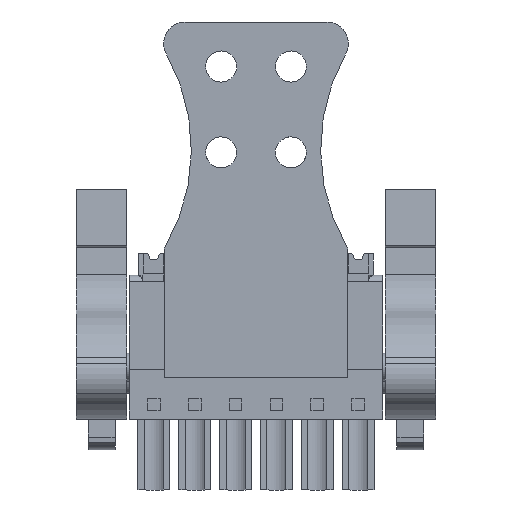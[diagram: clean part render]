
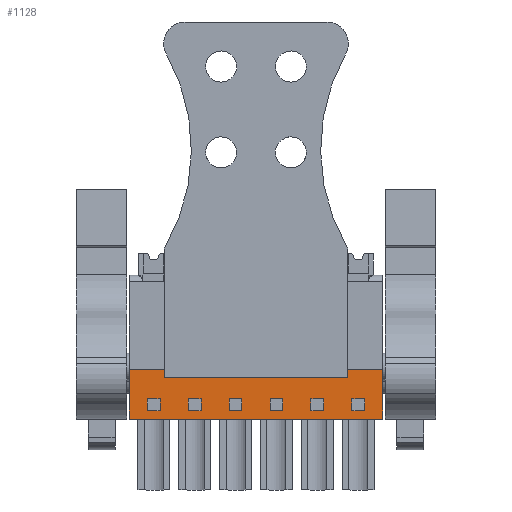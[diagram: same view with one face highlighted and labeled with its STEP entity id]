
A CAD part, front view. The second image highlights one B-rep face of the part: STEP entity #1128.
In plain terms, the highlighted planar face has unit normal (0, -1, 0).
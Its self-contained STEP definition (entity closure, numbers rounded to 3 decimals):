
#904=AXIS2_PLACEMENT_3D('Plane Axis2P3D',#901,#902,#903) ;
#63=CARTESIAN_POINT('Vertex',(4.9,2.379,6.6)) ;
#66=CARTESIAN_POINT('Line Origine',(4.9,2.379,8.925)) ;
#70=CARTESIAN_POINT('Vertex',(4.9,2.379,11.25)) ;
#538=CARTESIAN_POINT('Vertex',(28.55,2.379,6.6)) ;
#541=CARTESIAN_POINT('Line Origine',(16.725,2.379,6.6)) ;
#901=CARTESIAN_POINT('Axis2P3D Location',(-2.82,2.379,11.25)) ;
#906=CARTESIAN_POINT('Line Origine',(28.55,2.379,8.925)) ;
#910=CARTESIAN_POINT('Vertex',(28.55,2.379,11.25)) ;
#913=CARTESIAN_POINT('Line Origine',(16.725,2.379,11.25)) ;
#924=CARTESIAN_POINT('Line Origine',(6.6,2.379,7.95)) ;
#928=CARTESIAN_POINT('Vertex',(6.6,2.379,7.4)) ;
#930=CARTESIAN_POINT('Vertex',(6.6,2.379,8.5)) ;
#933=CARTESIAN_POINT('Line Origine',(7.2,2.379,8.5)) ;
#937=CARTESIAN_POINT('Vertex',(7.8,2.379,8.5)) ;
#940=CARTESIAN_POINT('Line Origine',(7.8,2.379,7.95)) ;
#944=CARTESIAN_POINT('Vertex',(7.8,2.379,7.4)) ;
#947=CARTESIAN_POINT('Line Origine',(7.2,2.379,7.4)) ;
#958=CARTESIAN_POINT('Line Origine',(14.82,2.379,8.5)) ;
#962=CARTESIAN_POINT('Vertex',(14.22,2.379,8.5)) ;
#964=CARTESIAN_POINT('Vertex',(15.42,2.379,8.5)) ;
#967=CARTESIAN_POINT('Line Origine',(15.42,2.379,7.95)) ;
#971=CARTESIAN_POINT('Vertex',(15.42,2.379,7.4)) ;
#974=CARTESIAN_POINT('Line Origine',(14.82,2.379,7.4)) ;
#978=CARTESIAN_POINT('Vertex',(14.22,2.379,7.4)) ;
#981=CARTESIAN_POINT('Line Origine',(14.22,2.379,7.95)) ;
#992=CARTESIAN_POINT('Line Origine',(11.01,2.379,8.5)) ;
#996=CARTESIAN_POINT('Vertex',(10.41,2.379,8.5)) ;
#998=CARTESIAN_POINT('Vertex',(11.61,2.379,8.5)) ;
#1001=CARTESIAN_POINT('Line Origine',(11.61,2.379,7.95)) ;
#1005=CARTESIAN_POINT('Vertex',(11.61,2.379,7.4)) ;
#1008=CARTESIAN_POINT('Line Origine',(11.01,2.379,7.4)) ;
#1012=CARTESIAN_POINT('Vertex',(10.41,2.379,7.4)) ;
#1015=CARTESIAN_POINT('Line Origine',(10.41,2.379,7.95)) ;
#1026=CARTESIAN_POINT('Line Origine',(22.44,2.379,7.4)) ;
#1030=CARTESIAN_POINT('Vertex',(23.04,2.379,7.4)) ;
#1032=CARTESIAN_POINT('Vertex',(21.84,2.379,7.4)) ;
#1035=CARTESIAN_POINT('Line Origine',(21.84,2.379,7.95)) ;
#1039=CARTESIAN_POINT('Vertex',(21.84,2.379,8.5)) ;
#1042=CARTESIAN_POINT('Line Origine',(22.44,2.379,8.5)) ;
#1046=CARTESIAN_POINT('Vertex',(23.04,2.379,8.5)) ;
#1049=CARTESIAN_POINT('Line Origine',(23.04,2.379,7.95)) ;
#1060=CARTESIAN_POINT('Line Origine',(18.63,2.379,8.5)) ;
#1064=CARTESIAN_POINT('Vertex',(18.03,2.379,8.5)) ;
#1066=CARTESIAN_POINT('Vertex',(19.23,2.379,8.5)) ;
#1069=CARTESIAN_POINT('Line Origine',(19.23,2.379,7.95)) ;
#1073=CARTESIAN_POINT('Vertex',(19.23,2.379,7.4)) ;
#1076=CARTESIAN_POINT('Line Origine',(18.63,2.379,7.4)) ;
#1080=CARTESIAN_POINT('Vertex',(18.03,2.379,7.4)) ;
#1083=CARTESIAN_POINT('Line Origine',(18.03,2.379,7.95)) ;
#1094=CARTESIAN_POINT('Line Origine',(26.85,2.379,7.95)) ;
#1098=CARTESIAN_POINT('Vertex',(26.85,2.379,8.5)) ;
#1100=CARTESIAN_POINT('Vertex',(26.85,2.379,7.4)) ;
#1103=CARTESIAN_POINT('Line Origine',(26.25,2.379,7.4)) ;
#1107=CARTESIAN_POINT('Vertex',(25.65,2.379,7.4)) ;
#1110=CARTESIAN_POINT('Line Origine',(25.65,2.379,7.95)) ;
#1114=CARTESIAN_POINT('Vertex',(25.65,2.379,8.5)) ;
#1117=CARTESIAN_POINT('Line Origine',(26.25,2.379,8.5)) ;
#67=DIRECTION('Vector Direction',(0.,0.,1.)) ;
#542=DIRECTION('Vector Direction',(1.,0.,0.)) ;
#902=DIRECTION('Axis2P3D Direction',(0.,-1.,0.)) ;
#903=DIRECTION('Axis2P3D XDirection',(0.,0.,-1.)) ;
#907=DIRECTION('Vector Direction',(0.,0.,-1.)) ;
#914=DIRECTION('Vector Direction',(1.,0.,0.)) ;
#925=DIRECTION('Vector Direction',(0.,0.,1.)) ;
#934=DIRECTION('Vector Direction',(1.,0.,0.)) ;
#941=DIRECTION('Vector Direction',(0.,0.,-1.)) ;
#948=DIRECTION('Vector Direction',(-1.,0.,0.)) ;
#959=DIRECTION('Vector Direction',(1.,0.,0.)) ;
#968=DIRECTION('Vector Direction',(0.,0.,-1.)) ;
#975=DIRECTION('Vector Direction',(-1.,0.,0.)) ;
#982=DIRECTION('Vector Direction',(0.,0.,1.)) ;
#993=DIRECTION('Vector Direction',(1.,0.,0.)) ;
#1002=DIRECTION('Vector Direction',(0.,0.,-1.)) ;
#1009=DIRECTION('Vector Direction',(-1.,0.,0.)) ;
#1016=DIRECTION('Vector Direction',(0.,0.,1.)) ;
#1027=DIRECTION('Vector Direction',(-1.,0.,0.)) ;
#1036=DIRECTION('Vector Direction',(0.,0.,1.)) ;
#1043=DIRECTION('Vector Direction',(1.,0.,0.)) ;
#1050=DIRECTION('Vector Direction',(0.,0.,-1.)) ;
#1061=DIRECTION('Vector Direction',(1.,0.,0.)) ;
#1070=DIRECTION('Vector Direction',(0.,0.,-1.)) ;
#1077=DIRECTION('Vector Direction',(-1.,0.,0.)) ;
#1084=DIRECTION('Vector Direction',(0.,0.,1.)) ;
#1095=DIRECTION('Vector Direction',(0.,0.,-1.)) ;
#1104=DIRECTION('Vector Direction',(-1.,0.,0.)) ;
#1111=DIRECTION('Vector Direction',(0.,0.,1.)) ;
#1118=DIRECTION('Vector Direction',(1.,0.,0.)) ;
#68=VECTOR('Line Direction',#67,1.) ;
#543=VECTOR('Line Direction',#542,1.) ;
#908=VECTOR('Line Direction',#907,1.) ;
#915=VECTOR('Line Direction',#914,1.) ;
#926=VECTOR('Line Direction',#925,1.) ;
#935=VECTOR('Line Direction',#934,1.) ;
#942=VECTOR('Line Direction',#941,1.) ;
#949=VECTOR('Line Direction',#948,1.) ;
#960=VECTOR('Line Direction',#959,1.) ;
#969=VECTOR('Line Direction',#968,1.) ;
#976=VECTOR('Line Direction',#975,1.) ;
#983=VECTOR('Line Direction',#982,1.) ;
#994=VECTOR('Line Direction',#993,1.) ;
#1003=VECTOR('Line Direction',#1002,1.) ;
#1010=VECTOR('Line Direction',#1009,1.) ;
#1017=VECTOR('Line Direction',#1016,1.) ;
#1028=VECTOR('Line Direction',#1027,1.) ;
#1037=VECTOR('Line Direction',#1036,1.) ;
#1044=VECTOR('Line Direction',#1043,1.) ;
#1051=VECTOR('Line Direction',#1050,1.) ;
#1062=VECTOR('Line Direction',#1061,1.) ;
#1071=VECTOR('Line Direction',#1070,1.) ;
#1078=VECTOR('Line Direction',#1077,1.) ;
#1085=VECTOR('Line Direction',#1084,1.) ;
#1096=VECTOR('Line Direction',#1095,1.) ;
#1105=VECTOR('Line Direction',#1104,1.) ;
#1112=VECTOR('Line Direction',#1111,1.) ;
#1119=VECTOR('Line Direction',#1118,1.) ;
#919=ORIENTED_EDGE('',*,*,#545,.T.) ;
#920=ORIENTED_EDGE('',*,*,#912,.F.) ;
#921=ORIENTED_EDGE('',*,*,#917,.F.) ;
#922=ORIENTED_EDGE('',*,*,#72,.T.) ;
#953=ORIENTED_EDGE('',*,*,#932,.T.) ;
#954=ORIENTED_EDGE('',*,*,#939,.T.) ;
#955=ORIENTED_EDGE('',*,*,#946,.T.) ;
#956=ORIENTED_EDGE('',*,*,#951,.T.) ;
#987=ORIENTED_EDGE('',*,*,#966,.T.) ;
#988=ORIENTED_EDGE('',*,*,#973,.T.) ;
#989=ORIENTED_EDGE('',*,*,#980,.T.) ;
#990=ORIENTED_EDGE('',*,*,#985,.T.) ;
#1021=ORIENTED_EDGE('',*,*,#1000,.T.) ;
#1022=ORIENTED_EDGE('',*,*,#1007,.T.) ;
#1023=ORIENTED_EDGE('',*,*,#1014,.T.) ;
#1024=ORIENTED_EDGE('',*,*,#1019,.T.) ;
#1055=ORIENTED_EDGE('',*,*,#1034,.T.) ;
#1056=ORIENTED_EDGE('',*,*,#1041,.T.) ;
#1057=ORIENTED_EDGE('',*,*,#1048,.T.) ;
#1058=ORIENTED_EDGE('',*,*,#1053,.T.) ;
#1089=ORIENTED_EDGE('',*,*,#1068,.T.) ;
#1090=ORIENTED_EDGE('',*,*,#1075,.T.) ;
#1091=ORIENTED_EDGE('',*,*,#1082,.T.) ;
#1092=ORIENTED_EDGE('',*,*,#1087,.T.) ;
#1123=ORIENTED_EDGE('',*,*,#1102,.T.) ;
#1124=ORIENTED_EDGE('',*,*,#1109,.T.) ;
#1125=ORIENTED_EDGE('',*,*,#1116,.T.) ;
#1126=ORIENTED_EDGE('',*,*,#1121,.T.) ;
#957=FACE_BOUND('',#952,.T.) ;
#991=FACE_BOUND('',#986,.T.) ;
#1025=FACE_BOUND('',#1020,.T.) ;
#1059=FACE_BOUND('',#1054,.T.) ;
#1093=FACE_BOUND('',#1088,.T.) ;
#1127=FACE_BOUND('',#1122,.T.) ;
#1128=ADVANCED_FACE('HOUSING',(#923,#957,#991,#1025,#1059,#1093,#1127),#905,.T.) ;
#72=EDGE_CURVE('',#71,#64,#69,.F.) ;
#545=EDGE_CURVE('',#64,#539,#544,.T.) ;
#912=EDGE_CURVE('',#911,#539,#909,.T.) ;
#917=EDGE_CURVE('',#71,#911,#916,.T.) ;
#932=EDGE_CURVE('',#929,#931,#927,.T.) ;
#939=EDGE_CURVE('',#931,#938,#936,.T.) ;
#946=EDGE_CURVE('',#938,#945,#943,.T.) ;
#951=EDGE_CURVE('',#945,#929,#950,.T.) ;
#966=EDGE_CURVE('',#963,#965,#961,.T.) ;
#973=EDGE_CURVE('',#965,#972,#970,.T.) ;
#980=EDGE_CURVE('',#972,#979,#977,.T.) ;
#985=EDGE_CURVE('',#979,#963,#984,.T.) ;
#1000=EDGE_CURVE('',#997,#999,#995,.T.) ;
#1007=EDGE_CURVE('',#999,#1006,#1004,.T.) ;
#1014=EDGE_CURVE('',#1006,#1013,#1011,.T.) ;
#1019=EDGE_CURVE('',#1013,#997,#1018,.T.) ;
#1034=EDGE_CURVE('',#1031,#1033,#1029,.T.) ;
#1041=EDGE_CURVE('',#1033,#1040,#1038,.T.) ;
#1048=EDGE_CURVE('',#1040,#1047,#1045,.T.) ;
#1053=EDGE_CURVE('',#1047,#1031,#1052,.T.) ;
#1068=EDGE_CURVE('',#1065,#1067,#1063,.T.) ;
#1075=EDGE_CURVE('',#1067,#1074,#1072,.T.) ;
#1082=EDGE_CURVE('',#1074,#1081,#1079,.T.) ;
#1087=EDGE_CURVE('',#1081,#1065,#1086,.T.) ;
#1102=EDGE_CURVE('',#1099,#1101,#1097,.T.) ;
#1109=EDGE_CURVE('',#1101,#1108,#1106,.T.) ;
#1116=EDGE_CURVE('',#1108,#1115,#1113,.T.) ;
#1121=EDGE_CURVE('',#1115,#1099,#1120,.T.) ;
#918=EDGE_LOOP('',(#919,#920,#921,#922)) ;
#952=EDGE_LOOP('',(#953,#954,#955,#956)) ;
#986=EDGE_LOOP('',(#987,#988,#989,#990)) ;
#1020=EDGE_LOOP('',(#1021,#1022,#1023,#1024)) ;
#1054=EDGE_LOOP('',(#1055,#1056,#1057,#1058)) ;
#1088=EDGE_LOOP('',(#1089,#1090,#1091,#1092)) ;
#1122=EDGE_LOOP('',(#1123,#1124,#1125,#1126)) ;
#923=FACE_OUTER_BOUND('',#918,.T.) ;
#69=LINE('Line',#66,#68) ;
#544=LINE('Line',#541,#543) ;
#909=LINE('Line',#906,#908) ;
#916=LINE('Line',#913,#915) ;
#927=LINE('Line',#924,#926) ;
#936=LINE('Line',#933,#935) ;
#943=LINE('Line',#940,#942) ;
#950=LINE('Line',#947,#949) ;
#961=LINE('Line',#958,#960) ;
#970=LINE('Line',#967,#969) ;
#977=LINE('Line',#974,#976) ;
#984=LINE('Line',#981,#983) ;
#995=LINE('Line',#992,#994) ;
#1004=LINE('Line',#1001,#1003) ;
#1011=LINE('Line',#1008,#1010) ;
#1018=LINE('Line',#1015,#1017) ;
#1029=LINE('Line',#1026,#1028) ;
#1038=LINE('Line',#1035,#1037) ;
#1045=LINE('Line',#1042,#1044) ;
#1052=LINE('Line',#1049,#1051) ;
#1063=LINE('Line',#1060,#1062) ;
#1072=LINE('Line',#1069,#1071) ;
#1079=LINE('Line',#1076,#1078) ;
#1086=LINE('Line',#1083,#1085) ;
#1097=LINE('Line',#1094,#1096) ;
#1106=LINE('Line',#1103,#1105) ;
#1113=LINE('Line',#1110,#1112) ;
#1120=LINE('Line',#1117,#1119) ;
#905=PLANE('',#904) ;
#64=VERTEX_POINT('',#63) ;
#71=VERTEX_POINT('',#70) ;
#539=VERTEX_POINT('',#538) ;
#911=VERTEX_POINT('',#910) ;
#929=VERTEX_POINT('',#928) ;
#931=VERTEX_POINT('',#930) ;
#938=VERTEX_POINT('',#937) ;
#945=VERTEX_POINT('',#944) ;
#963=VERTEX_POINT('',#962) ;
#965=VERTEX_POINT('',#964) ;
#972=VERTEX_POINT('',#971) ;
#979=VERTEX_POINT('',#978) ;
#997=VERTEX_POINT('',#996) ;
#999=VERTEX_POINT('',#998) ;
#1006=VERTEX_POINT('',#1005) ;
#1013=VERTEX_POINT('',#1012) ;
#1031=VERTEX_POINT('',#1030) ;
#1033=VERTEX_POINT('',#1032) ;
#1040=VERTEX_POINT('',#1039) ;
#1047=VERTEX_POINT('',#1046) ;
#1065=VERTEX_POINT('',#1064) ;
#1067=VERTEX_POINT('',#1066) ;
#1074=VERTEX_POINT('',#1073) ;
#1081=VERTEX_POINT('',#1080) ;
#1099=VERTEX_POINT('',#1098) ;
#1101=VERTEX_POINT('',#1100) ;
#1108=VERTEX_POINT('',#1107) ;
#1115=VERTEX_POINT('',#1114) ;
